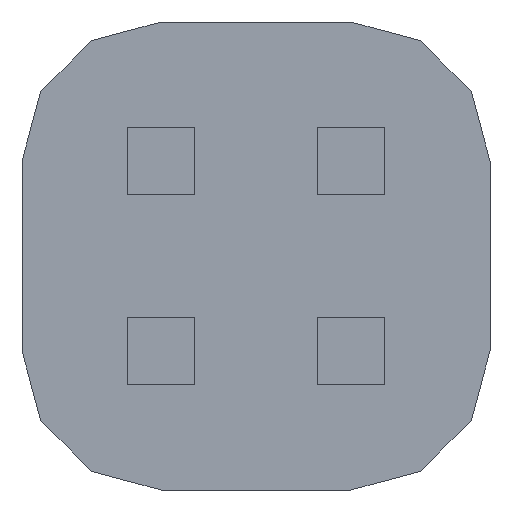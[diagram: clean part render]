
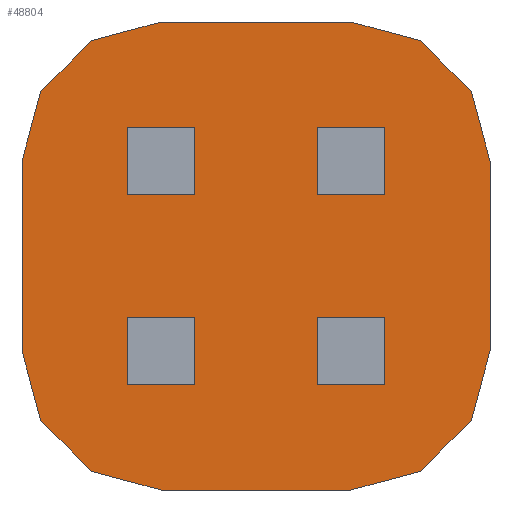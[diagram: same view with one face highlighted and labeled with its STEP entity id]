
A CAD part, front view. The second image highlights one B-rep face of the part: STEP entity #48804.
In plain terms, the highlighted planar face has unit normal (0, -1, 0).
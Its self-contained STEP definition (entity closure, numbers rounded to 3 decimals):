
#246 = DIRECTION ( 'NONE',  ( -1., 0., 0. ) ) ;
#297 = EDGE_CURVE ( 'NONE', #1887, #14893, #51233, .T. ) ;
#1088 = AXIS2_PLACEMENT_3D ( 'NONE', #2743, #30641, #6735 ) ;
#1733 = VECTOR ( 'NONE', #22277, 1000. ) ;
#1887 = VERTEX_POINT ( 'NONE', #17730 ) ;
#2743 = CARTESIAN_POINT ( 'NONE',  ( -1125., 0., -1125. ) ) ;
#3359 = ORIENTED_EDGE ( 'NONE', *, *, #4570, .F. ) ;
#3386 = VECTOR ( 'NONE', #44714, 1000. ) ;
#4570 = EDGE_CURVE ( 'NONE', #35438, #51001, #45303, .T. ) ;
#4579 = VERTEX_POINT ( 'NONE', #28080 ) ;
#4601 = DIRECTION ( 'NONE',  ( 0., 1., 0. ) ) ;
#5024 = ORIENTED_EDGE ( 'NONE', *, *, #297, .F. ) ;
#5995 = AXIS2_PLACEMENT_3D ( 'NONE', #15001, #42852, #19017 ) ;
#6327 = CARTESIAN_POINT ( 'NONE',  ( 2775., 0., 1125. ) ) ;
#6735 = DIRECTION ( 'NONE',  ( 0., 0., -1. ) ) ;
#10850 = EDGE_CURVE ( 'NONE', #14893, #39288, #44109, .T. ) ;
#10859 = CARTESIAN_POINT ( 'NONE',  ( 1125., 0., -2775. ) ) ;
#12064 = EDGE_CURVE ( 'NONE', #39288, #18132, #39602, .T. ) ;
#12249 = CARTESIAN_POINT ( 'NONE',  ( 1125., 0., -1125. ) ) ;
#12456 = CARTESIAN_POINT ( 'NONE',  ( -1125., 0., 1125. ) ) ;
#14893 = VERTEX_POINT ( 'NONE', #25651 ) ;
#15001 = CARTESIAN_POINT ( 'NONE',  ( 1125., 0., 1125. ) ) ;
#15579 = EDGE_CURVE ( 'NONE', #44678, #4579, #26539, .T. ) ;
#16242 = DIRECTION ( 'NONE',  ( 0., 0., 1. ) ) ;
#17730 = CARTESIAN_POINT ( 'NONE',  ( -2775., 0., 1125. ) ) ;
#18132 = VERTEX_POINT ( 'NONE', #6327 ) ;
#19017 = DIRECTION ( 'NONE',  ( 0., 0., 1. ) ) ;
#19577 = DIRECTION ( 'NONE',  ( 0., 0., 1. ) ) ;
#20432 = DIRECTION ( 'NONE',  ( 0., 0., 1. ) ) ;
#21009 = ORIENTED_EDGE ( 'NONE', *, *, #48780, .F. ) ;
#22277 = DIRECTION ( 'NONE',  ( 1., 0., 0. ) ) ;
#23036 = VECTOR ( 'NONE', #20432, 1000. ) ;
#24140 = EDGE_CURVE ( 'NONE', #4579, #1887, #33633, .T. ) ;
#25651 = CARTESIAN_POINT ( 'NONE',  ( -1125., 0., 2775. ) ) ;
#26539 = CIRCLE ( 'NONE', #1088, 1650. ) ;
#28080 = CARTESIAN_POINT ( 'NONE',  ( -2775., 0., -1125. ) ) ;
#28132 = CARTESIAN_POINT ( 'NONE',  ( -1125., 0., -2775. ) ) ;
#28474 = PLANE ( 'NONE',  #38485 ) ;
#28853 = CARTESIAN_POINT ( 'NONE',  ( 2775., 0., 1125. ) ) ;
#29749 = AXIS2_PLACEMENT_3D ( 'NONE', #12249, #40091, #16242 ) ;
#30063 = CARTESIAN_POINT ( 'NONE',  ( -1125., 0., -2775. ) ) ;
#30155 = LINE ( 'NONE', #28132, #39456 ) ;
#30641 = DIRECTION ( 'NONE',  ( 0., 1., 0. ) ) ;
#31401 = DIRECTION ( 'NONE',  ( 0., 1., 0. ) ) ;
#32483 = DIRECTION ( 'NONE',  ( 0., 0., 1. ) ) ;
#32924 = ORIENTED_EDGE ( 'NONE', *, *, #10850, .F. ) ;
#33633 = LINE ( 'NONE', #40576, #23036 ) ;
#35438 = VERTEX_POINT ( 'NONE', #42007 ) ;
#35816 = ORIENTED_EDGE ( 'NONE', *, *, #24140, .F. ) ;
#38485 = AXIS2_PLACEMENT_3D ( 'NONE', #12456, #4601, #32483 ) ;
#38709 = ORIENTED_EDGE ( 'NONE', *, *, #15579, .F. ) ;
#39288 = VERTEX_POINT ( 'NONE', #49675 ) ;
#39456 = VECTOR ( 'NONE', #246, 1000. ) ;
#39602 = CIRCLE ( 'NONE', #5995, 1650. ) ;
#40091 = DIRECTION ( 'NONE',  ( 0., 1., 0. ) ) ;
#40576 = CARTESIAN_POINT ( 'NONE',  ( -2775., 0., 1125. ) ) ;
#42007 = CARTESIAN_POINT ( 'NONE',  ( 2775., 0., -1125. ) ) ;
#42119 = CARTESIAN_POINT ( 'NONE',  ( -1125., 0., 2775. ) ) ;
#42592 = ORIENTED_EDGE ( 'NONE', *, *, #42948, .F. ) ;
#42852 = DIRECTION ( 'NONE',  ( 0., 1., 0. ) ) ;
#42948 = EDGE_CURVE ( 'NONE', #18132, #35438, #44507, .T. ) ;
#44109 = LINE ( 'NONE', #42119, #1733 ) ;
#44507 = LINE ( 'NONE', #28853, #3386 ) ;
#44678 = VERTEX_POINT ( 'NONE', #30063 ) ;
#44714 = DIRECTION ( 'NONE',  ( 0., 0., -1. ) ) ;
#45101 = ORIENTED_EDGE ( 'NONE', *, *, #12064, .F. ) ;
#45303 = CIRCLE ( 'NONE', #29749, 1650. ) ;
#45851 = AXIS2_PLACEMENT_3D ( 'NONE', #47200, #31401, #19577 ) ;
#45885 = EDGE_LOOP ( 'NONE', ( #5024, #35816, #38709, #21009, #3359, #42592, #45101, #32924 ) ) ;
#47200 = CARTESIAN_POINT ( 'NONE',  ( -1125., 0., 1125. ) ) ;
#48780 = EDGE_CURVE ( 'NONE', #51001, #44678, #30155, .T. ) ;
#48804 = ADVANCED_FACE ( 'NONE', ( #51265 ), #28474, .F. ) ;
#49675 = CARTESIAN_POINT ( 'NONE',  ( 1125., 0., 2775. ) ) ;
#51001 = VERTEX_POINT ( 'NONE', #10859 ) ;
#51233 = CIRCLE ( 'NONE', #45851, 1650. ) ;
#51265 = FACE_OUTER_BOUND ( 'NONE', #45885, .T. ) ;
